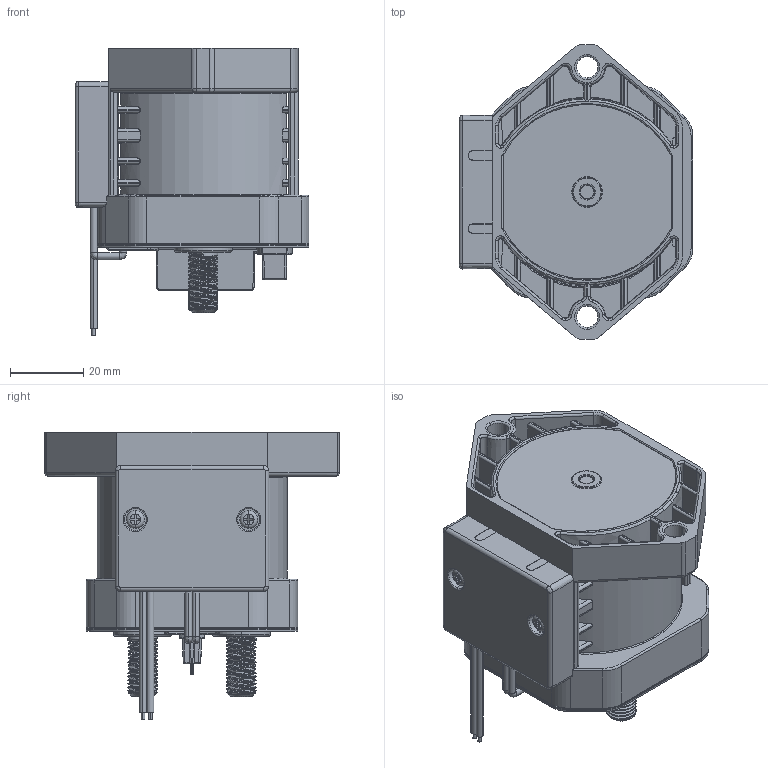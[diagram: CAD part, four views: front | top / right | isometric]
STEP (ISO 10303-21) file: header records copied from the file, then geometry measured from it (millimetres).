
FILE_DESCRIPTION((''),'2;1');
FILE_NAME('4_-EVD300E1--0001_ASM','2024-04-13T15:42:30',('Fiona.Li'),(''),'CREO PARAMETRIC BY PTC INC, 2021063','CREO PARAMETRIC BY PTC INC, 2021063','');
FILE_SCHEMA(('CONFIG_CONTROL_DESIGN'));
Products named in the file (2): _4_-EVD300E1--0001; 4_-EVD300E1--0001_ASM
Assembly tree (1 placements, depth 2):
  4_-EVD300E1--0001_ASM
    _4_-EVD300E1--0001
Bounding box: 63.9 x 80.5 x 78.48 mm (x, y, z)
Volume: 930.4 mm3; surface area: 41213.2 mm2
Topology: 1 solids, 90 shells, 1068 faces, 3921 edges, 2823 vertices
Faces by surface type: cylinder 423, plane 384, torus 139, cone 63, bspline 40, extrusion 11, sphere 8
Entity records: 51340 total; most frequent: CARTESIAN_POINT 20571, DIRECTION 5891, ORIENTED_EDGE 5888, EDGE_CURVE 3905, VERTEX_POINT 2823, AXIS2_PLACEMENT_3D 2058, VECTOR 1775, LINE 1764
